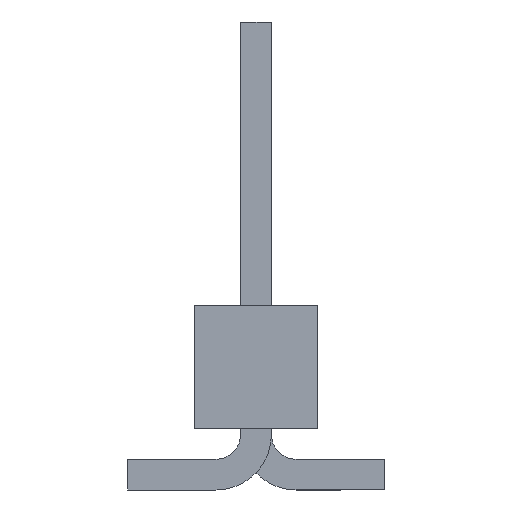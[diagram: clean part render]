
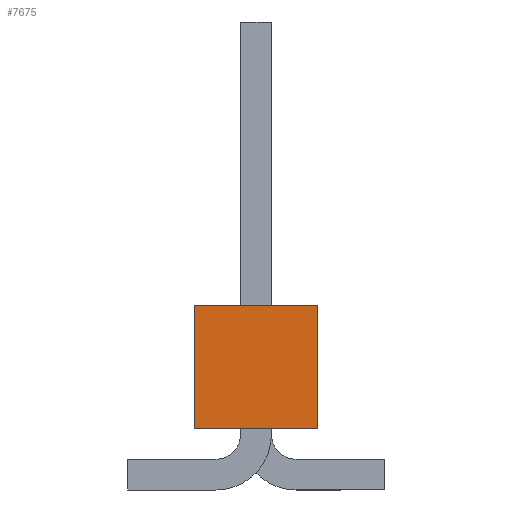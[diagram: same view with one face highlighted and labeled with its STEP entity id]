
A CAD part, left-side view. The second image highlights one B-rep face of the part: STEP entity #7675.
In plain terms, the highlighted planar face has unit normal (-1, 0, 0).
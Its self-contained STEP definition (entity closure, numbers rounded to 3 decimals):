
#1154 = VERTEX_POINT('',#1155);
#1155 = CARTESIAN_POINT('',(-40.64,1.27,-1.27));
#1161 = EDGE_CURVE('',#1154,#1162,#1164,.T.);
#1162 = VERTEX_POINT('',#1163);
#1163 = CARTESIAN_POINT('',(-40.64,1.27,1.27));
#1164 = LINE('',#1165,#1166);
#1165 = CARTESIAN_POINT('',(-40.64,1.27,-1.27));
#1166 = VECTOR('',#1167,1.);
#1167 = DIRECTION('',(0.,0.,1.));
#6242 = VERTEX_POINT('',#6243);
#6243 = CARTESIAN_POINT('',(-40.64,-1.27,1.27));
#6249 = EDGE_CURVE('',#6250,#6242,#6252,.T.);
#6250 = VERTEX_POINT('',#6251);
#6251 = CARTESIAN_POINT('',(-40.64,-1.27,-1.27));
#6252 = LINE('',#6253,#6254);
#6253 = CARTESIAN_POINT('',(-40.64,-1.27,-1.27));
#6254 = VECTOR('',#6255,1.);
#6255 = DIRECTION('',(0.,0.,1.));
#6278 = EDGE_CURVE('',#1154,#6250,#6279,.T.);
#6279 = LINE('',#6280,#6281);
#6280 = CARTESIAN_POINT('',(-40.64,1.27,-1.27));
#6281 = VECTOR('',#6282,1.);
#6282 = DIRECTION('',(0.,-1.,0.));
#7664 = EDGE_CURVE('',#1162,#6242,#7665,.T.);
#7665 = LINE('',#7666,#7667);
#7666 = CARTESIAN_POINT('',(-40.64,1.27,1.27));
#7667 = VECTOR('',#7668,1.);
#7668 = DIRECTION('',(0.,-1.,0.));
#7675 = ADVANCED_FACE('',(#7676),#7682,.F.);
#7676 = FACE_BOUND('',#7677,.T.);
#7677 = EDGE_LOOP('',(#7678,#7679,#7680,#7681));
#7678 = ORIENTED_EDGE('',*,*,#6249,.T.);
#7679 = ORIENTED_EDGE('',*,*,#7664,.F.);
#7680 = ORIENTED_EDGE('',*,*,#1161,.F.);
#7681 = ORIENTED_EDGE('',*,*,#6278,.T.);
#7682 = PLANE('',#7683);
#7683 = AXIS2_PLACEMENT_3D('',#7684,#7685,#7686);
#7684 = CARTESIAN_POINT('',(-40.64,1.27,-1.27));
#7685 = DIRECTION('',(1.,0.,0.));
#7686 = DIRECTION('',(0.,0.,-1.));
